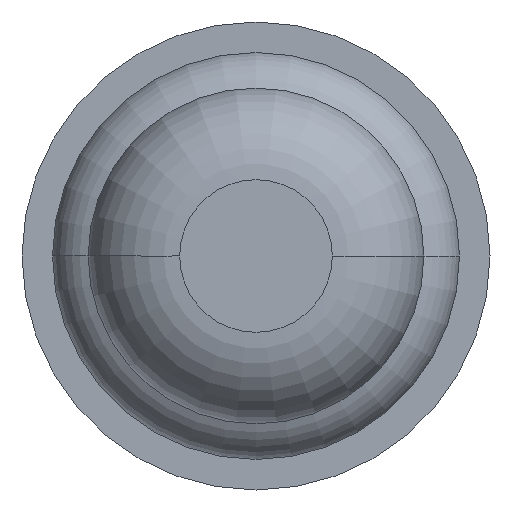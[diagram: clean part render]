
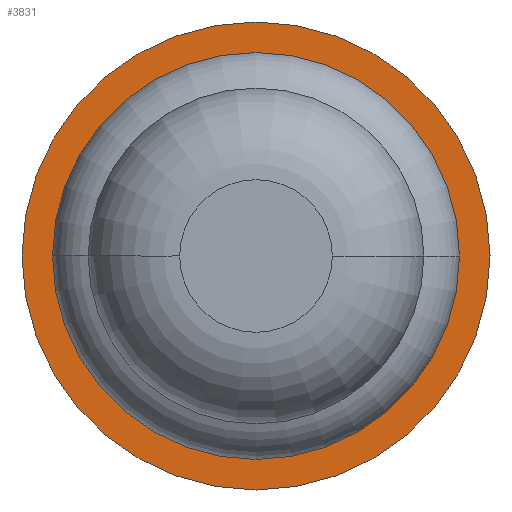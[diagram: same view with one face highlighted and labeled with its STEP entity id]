
A CAD part, front view. The second image highlights one B-rep face of the part: STEP entity #3831.
In plain terms, the highlighted planar face has unit normal (0, -1, 0).
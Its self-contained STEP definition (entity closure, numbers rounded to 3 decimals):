
#24 = AXIS2_PLACEMENT_3D ( 'NONE', #2511, #851, #203 ) ;
#203 = DIRECTION ( 'NONE',  ( 0., 0., 1. ) ) ;
#232 = EDGE_CURVE ( 'NONE', #3184, #1855, #2071, .T. ) ;
#369 = EDGE_CURVE ( 'NONE', #3745, #1135, #3644, .T. ) ;
#528 = CARTESIAN_POINT ( 'NONE',  ( 0., 9.4, 1.15 ) ) ;
#605 = CIRCLE ( 'NONE', #1058, 0.5 ) ;
#635 = AXIS2_PLACEMENT_3D ( 'NONE', #4068, #1414, #770 ) ;
#651 = FACE_BOUND ( 'NONE', #1912, .T. ) ;
#770 = DIRECTION ( 'NONE',  ( 0., 0., 1. ) ) ;
#851 = DIRECTION ( 'NONE',  ( 0., 1., 0. ) ) ;
#855 = EDGE_LOOP ( 'NONE', ( #3057, #3954 ) ) ;
#861 = DIRECTION ( 'NONE',  ( 0., 1., 0. ) ) ;
#887 = PLANE ( 'NONE',  #24 ) ;
#1058 = AXIS2_PLACEMENT_3D ( 'NONE', #3545, #861, #1872 ) ;
#1135 = VERTEX_POINT ( 'NONE', #3050 ) ;
#1140 = CARTESIAN_POINT ( 'NONE',  ( 0., 9.4, 0.5 ) ) ;
#1168 = DIRECTION ( 'NONE',  ( 0., 0., 1. ) ) ;
#1382 = EDGE_CURVE ( 'NONE', #1855, #3184, #605, .T. ) ;
#1414 = DIRECTION ( 'NONE',  ( 0., 1., 0. ) ) ;
#1448 = AXIS2_PLACEMENT_3D ( 'NONE', #2342, #2285, #4261 ) ;
#1546 = CIRCLE ( 'NONE', #1448, 1.15 ) ;
#1855 = VERTEX_POINT ( 'NONE', #2428 ) ;
#1872 = DIRECTION ( 'NONE',  ( 0., 0., 1. ) ) ;
#1912 = EDGE_LOOP ( 'NONE', ( #2572, #4006 ) ) ;
#1913 = AXIS2_PLACEMENT_3D ( 'NONE', #3151, #3135, #1168 ) ;
#2071 = CIRCLE ( 'NONE', #635, 0.5 ) ;
#2285 = DIRECTION ( 'NONE',  ( 0., 1., 0. ) ) ;
#2342 = CARTESIAN_POINT ( 'NONE',  ( 0., 9.4, 0. ) ) ;
#2356 = EDGE_CURVE ( 'NONE', #1135, #3745, #1546, .T. ) ;
#2428 = CARTESIAN_POINT ( 'NONE',  ( 0., 9.4, -0.5 ) ) ;
#2511 = CARTESIAN_POINT ( 'NONE',  ( 1.136, 9.4, 0. ) ) ;
#2572 = ORIENTED_EDGE ( 'NONE', *, *, #1382, .T. ) ;
#3050 = CARTESIAN_POINT ( 'NONE',  ( 0., 9.4, -1.15 ) ) ;
#3057 = ORIENTED_EDGE ( 'NONE', *, *, #369, .F. ) ;
#3135 = DIRECTION ( 'NONE',  ( 0., 1., 0. ) ) ;
#3151 = CARTESIAN_POINT ( 'NONE',  ( 0., 9.4, 0. ) ) ;
#3184 = VERTEX_POINT ( 'NONE', #1140 ) ;
#3545 = CARTESIAN_POINT ( 'NONE',  ( 0., 9.4, 0. ) ) ;
#3644 = CIRCLE ( 'NONE', #1913, 1.15 ) ;
#3745 = VERTEX_POINT ( 'NONE', #528 ) ;
#3831 = ADVANCED_FACE ( 'NONE', ( #651, #4286 ), #887, .F. ) ;
#3954 = ORIENTED_EDGE ( 'NONE', *, *, #2356, .F. ) ;
#4006 = ORIENTED_EDGE ( 'NONE', *, *, #232, .T. ) ;
#4068 = CARTESIAN_POINT ( 'NONE',  ( 0., 9.4, 0. ) ) ;
#4261 = DIRECTION ( 'NONE',  ( 0., 0., 1. ) ) ;
#4286 = FACE_OUTER_BOUND ( 'NONE', #855, .T. ) ;
